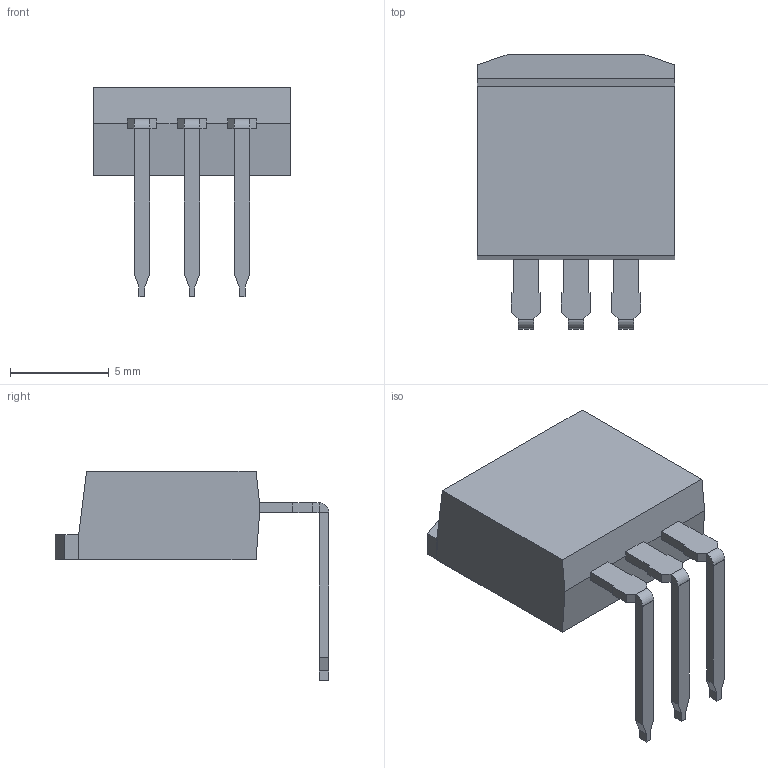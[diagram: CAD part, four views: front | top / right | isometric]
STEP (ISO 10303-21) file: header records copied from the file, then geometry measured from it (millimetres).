
FILE_DESCRIPTION(('FreeCAD Model'),'2;1');
FILE_NAME('TO-262-3-1EP_Horizontal_TabDown.step','2018-04-08T16:41:01',( 'kicad StepUp'),('ksu MCAD'),'Open CASCADE STEP processor 6.8', 'FreeCAD','Unknown');
FILE_SCHEMA(('AUTOMOTIVE_DESIGN_CC2 { 1 2 10303 214 -1 1 5 4 }'));
Length unit declared in the file: millimetre
Products named in the file (1): TO-262-3-1EP_Horizontal_TabDown
Bounding box: 10.02 x 13.9 x 10.63 mm (x, y, z)
Volume: 434.3 mm3; surface area: 471.6 mm2
Topology: 1 solids, 1 shells, 87 faces, 241 edges, 156 vertices
Faces by surface type: plane 84, cylinder 3
Entity records: 1836 total; most frequent: ORIENTED_EDGE 366, EDGE_CURVE 241, LINE 227, CARTESIAN_POINT 203, VERTEX_POINT 156, AXIS2_PLACEMENT_3D 94, ADVANCED_FACE 87, FACE_BOUND 87
